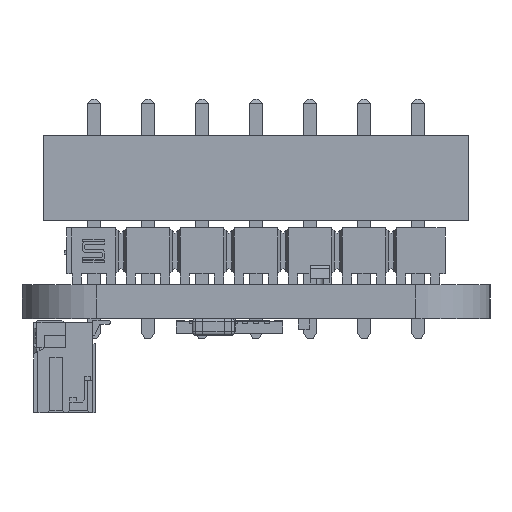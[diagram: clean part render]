
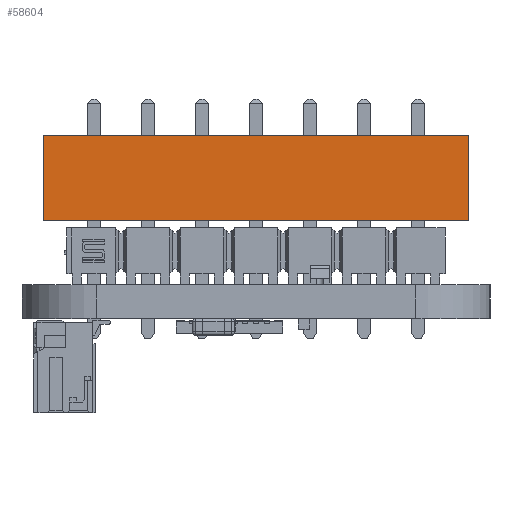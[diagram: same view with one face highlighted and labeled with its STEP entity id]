
A CAD part, left-side view. The second image highlights one B-rep face of the part: STEP entity #58604.
In plain terms, the highlighted planar face has unit normal (-1, 0, 0).
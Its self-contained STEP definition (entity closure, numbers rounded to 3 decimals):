
#58579 = VERTEX_POINT('',#58580);
#58580 = CARTESIAN_POINT('',(-41.,-10.,4.));
#58586 = EDGE_CURVE('',#58587,#58579,#58589,.T.);
#58587 = VERTEX_POINT('',#58588);
#58588 = CARTESIAN_POINT('',(-41.,-10.,0.));
#58589 = LINE('',#58590,#58591);
#58590 = CARTESIAN_POINT('',(-41.,-10.,0.));
#58591 = VECTOR('',#58592,1.);
#58592 = DIRECTION('',(0.,0.,1.));
#58604 = ADVANCED_FACE('',(#58605),#58630,.T.);
#58605 = FACE_BOUND('',#58606,.T.);
#58606 = EDGE_LOOP('',(#58607,#58608,#58616,#58624));
#58607 = ORIENTED_EDGE('',*,*,#58586,.T.);
#58608 = ORIENTED_EDGE('',*,*,#58609,.T.);
#58609 = EDGE_CURVE('',#58579,#58610,#58612,.T.);
#58610 = VERTEX_POINT('',#58611);
#58611 = CARTESIAN_POINT('',(-41.,10.,4.));
#58612 = LINE('',#58613,#58614);
#58613 = CARTESIAN_POINT('',(-41.,-10.,4.));
#58614 = VECTOR('',#58615,1.);
#58615 = DIRECTION('',(0.,1.,0.));
#58616 = ORIENTED_EDGE('',*,*,#58617,.F.);
#58617 = EDGE_CURVE('',#58618,#58610,#58620,.T.);
#58618 = VERTEX_POINT('',#58619);
#58619 = CARTESIAN_POINT('',(-41.,10.,0.));
#58620 = LINE('',#58621,#58622);
#58621 = CARTESIAN_POINT('',(-41.,10.,0.));
#58622 = VECTOR('',#58623,1.);
#58623 = DIRECTION('',(0.,0.,1.));
#58624 = ORIENTED_EDGE('',*,*,#58625,.F.);
#58625 = EDGE_CURVE('',#58587,#58618,#58626,.T.);
#58626 = LINE('',#58627,#58628);
#58627 = CARTESIAN_POINT('',(-41.,-10.,0.));
#58628 = VECTOR('',#58629,1.);
#58629 = DIRECTION('',(0.,1.,0.));
#58630 = PLANE('',#58631);
#58631 = AXIS2_PLACEMENT_3D('',#58632,#58633,#58634);
#58632 = CARTESIAN_POINT('',(-41.,-10.,0.));
#58633 = DIRECTION('',(-1.,0.,0.));
#58634 = DIRECTION('',(0.,1.,0.));
